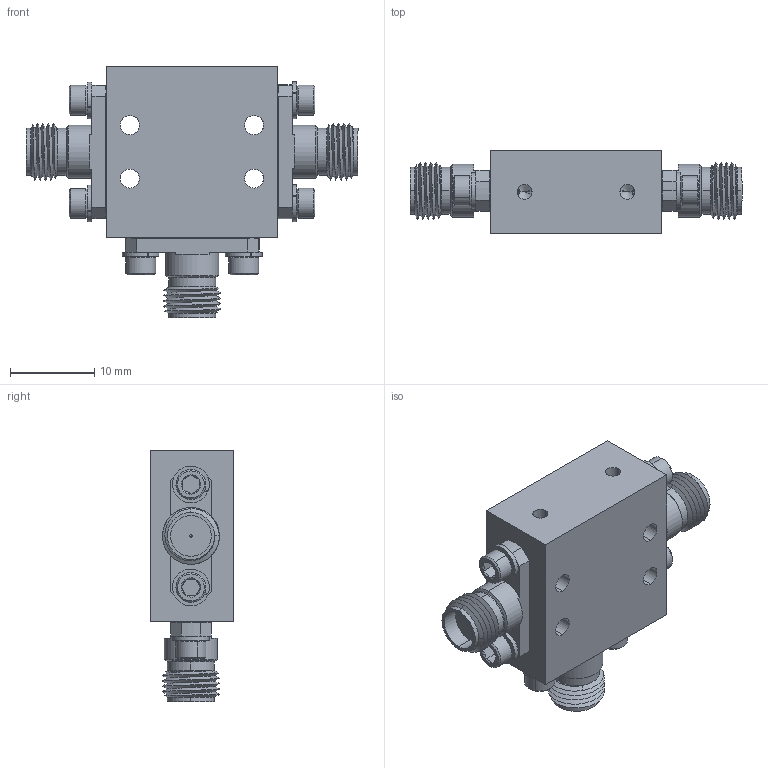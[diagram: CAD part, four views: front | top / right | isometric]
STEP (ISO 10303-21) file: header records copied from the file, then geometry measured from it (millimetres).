
FILE_DESCRIPTION (( 'STEP AP203' ), '1' );
FILE_NAME ('SKA-1834033537-KFKF-A1-M.STEP', '2019-03-12T16:23:53', ( '' ), ( '' ), 'SwSTEP 2.0', 'SolidWorks 2016', '' );
FILE_SCHEMA (( 'CONFIG_CONTROL_DESIGN' ));
Length unit declared in the file: millimetre
Products named in the file (1): SKA-1834033537-KFKF-A1-M
Bounding box: 39.37 x 9.91 x 29.84 mm (x, y, z)
Volume: 4948.8 mm3; surface area: 5036.6 mm2
Topology: 17 solids, 17 shells, 652 faces, 1665 edges, 1050 vertices
Faces by surface type: cylinder 373, plane 143, cone 112, bspline 18, torus 6
Entity records: 27601 total; most frequent: CARTESIAN_POINT 13300, ORIENTED_EDGE 3298, DIRECTION 2677, EDGE_CURVE 1649, VERTEX_POINT 1050, AXIS2_PLACEMENT_3D 1009, EDGE_LOOP 713, LINE 659
